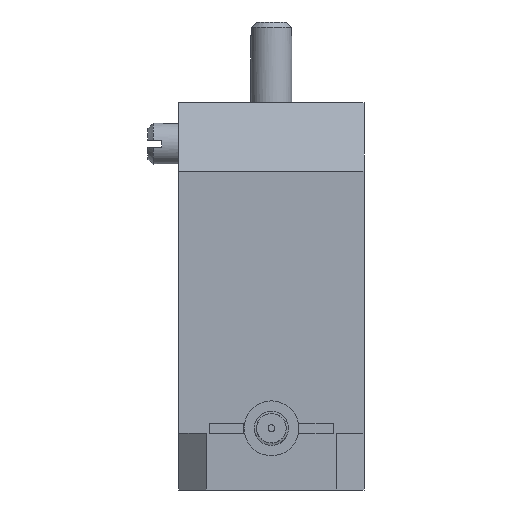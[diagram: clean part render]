
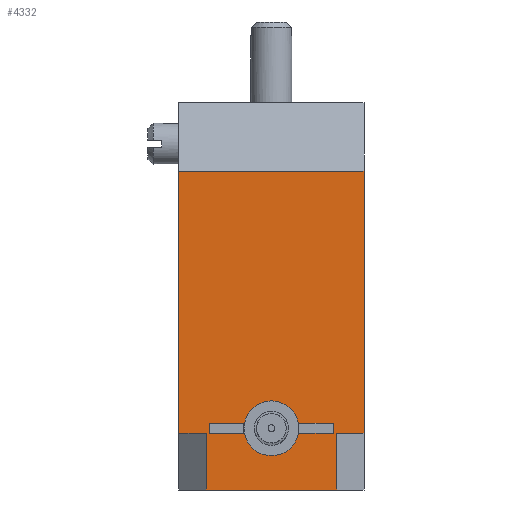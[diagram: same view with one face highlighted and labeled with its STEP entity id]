
A CAD part, left-side view. The second image highlights one B-rep face of the part: STEP entity #4332.
In plain terms, the highlighted planar face has unit normal (-1, 0, 0).
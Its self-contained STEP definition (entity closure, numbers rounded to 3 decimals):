
#4332=ADVANCED_FACE('',(#12332,#12334,#12336,#12338),#12340,.F.);
#12332=FACE_BOUND('',#12333,.T.);
#12333=EDGE_LOOP('',(#15932,#15933,#15934,#15935,#15936,#15937,#15938,#15939));
#12334=FACE_BOUND('',#12335,.T.);
#12335=EDGE_LOOP('',(#15940,#15941,#15942,#15943,#15944));
#12336=FACE_BOUND('',#12337,.T.);
#12337=EDGE_LOOP('',(#15945,#15946,#15947,#15948));
#12338=FACE_BOUND('',#12339,.T.);
#12339=EDGE_LOOP('',(#15949,#15950));
#12340=PLANE('',#12341);
#12341=AXIS2_PLACEMENT_3D('',#12342,#12343,#12344);
#12342=CARTESIAN_POINT('',(-10.8,2.,6.55));
#12343=DIRECTION('',(1.,0.,0.));
#12344=DIRECTION('',(0.,0.,-1.));
#15932=ORIENTED_EDGE('',*,*,#17937,.F.);
#15933=ORIENTED_EDGE('',*,*,#17938,.T.);
#15934=ORIENTED_EDGE('',*,*,#17939,.T.);
#15935=ORIENTED_EDGE('',*,*,#17940,.T.);
#15936=ORIENTED_EDGE('',*,*,#17941,.T.);
#15937=ORIENTED_EDGE('',*,*,#17942,.T.);
#15938=ORIENTED_EDGE('',*,*,#17943,.F.);
#15939=ORIENTED_EDGE('',*,*,#17944,.T.);
#15940=ORIENTED_EDGE('',*,*,#17945,.T.);
#15941=ORIENTED_EDGE('',*,*,#17946,.T.);
#15942=ORIENTED_EDGE('',*,*,#17947,.T.);
#15943=ORIENTED_EDGE('',*,*,#17948,.T.);
#15944=ORIENTED_EDGE('',*,*,#17949,.T.);
#15945=ORIENTED_EDGE('',*,*,#17950,.T.);
#15946=ORIENTED_EDGE('',*,*,#17951,.T.);
#15947=ORIENTED_EDGE('',*,*,#17952,.T.);
#15948=ORIENTED_EDGE('',*,*,#17953,.T.);
#15949=ORIENTED_EDGE('',*,*,#16743,.T.);
#15950=ORIENTED_EDGE('',*,*,#16744,.T.);
#16743=EDGE_CURVE('',#18523,#18524,#18525,.T.);
#16744=EDGE_CURVE('',#18524,#18523,#18526,.T.);
#17937=EDGE_CURVE('',#20520,#20521,#20522,.T.);
#17938=EDGE_CURVE('',#20520,#20523,#20524,.T.);
#17939=EDGE_CURVE('',#20523,#20525,#20526,.T.);
#17940=EDGE_CURVE('',#20525,#20527,#20528,.T.);
#17941=EDGE_CURVE('',#20527,#20529,#20530,.T.);
#17942=EDGE_CURVE('',#20529,#20531,#20532,.T.);
#17943=EDGE_CURVE('',#20533,#20531,#20534,.T.);
#17944=EDGE_CURVE('',#20533,#20521,#20535,.T.);
#17945=EDGE_CURVE('',#18523,#20536,#20537,.T.);
#17946=EDGE_CURVE('',#20536,#20538,#20539,.T.);
#17947=EDGE_CURVE('',#20538,#20540,#20541,.T.);
#17948=EDGE_CURVE('',#20540,#20542,#20543,.T.);
#17949=EDGE_CURVE('',#20542,#18523,#20544,.T.);
#17950=EDGE_CURVE('',#20545,#20546,#20547,.T.);
#17951=EDGE_CURVE('',#20546,#20548,#20549,.T.);
#17952=EDGE_CURVE('',#20548,#20550,#20551,.T.);
#17953=EDGE_CURVE('',#20550,#20545,#20552,.T.);
#18523=VERTEX_POINT('',#22534);
#18524=VERTEX_POINT('',#22535);
#18525=CIRCLE('',#22536,0.8);
#18526=CIRCLE('',#22540,0.8);
#20520=VERTEX_POINT('',#37019);
#20521=VERTEX_POINT('',#37020);
#20522=LINE('',#37021,#37022);
#20523=VERTEX_POINT('',#37024);
#20524=LINE('',#37025,#37026);
#20525=VERTEX_POINT('',#37028);
#20526=LINE('',#37029,#37030);
#20527=VERTEX_POINT('',#37032);
#20528=LINE('',#37033,#37034);
#20529=VERTEX_POINT('',#37036);
#20530=LINE('',#37037,#37038);
#20531=VERTEX_POINT('',#37040);
#20532=LINE('',#37041,#37042);
#20533=VERTEX_POINT('',#37044);
#20534=LINE('',#37045,#37046);
#20535=LINE('',#37048,#37049);
#20536=VERTEX_POINT('',#37051);
#20537=LINE('',#37052,#37053);
#20538=VERTEX_POINT('',#37055);
#20539=LINE('',#37056,#37057);
#20540=VERTEX_POINT('',#37059);
#20541=LINE('',#37060,#37061);
#20542=VERTEX_POINT('',#37063);
#20543=LINE('',#37064,#37065);
#20544=LINE('',#37067,#37068);
#20545=VERTEX_POINT('',#37070);
#20546=VERTEX_POINT('',#37071);
#20547=LINE('',#37072,#37073);
#20548=VERTEX_POINT('',#37075);
#20549=LINE('',#37076,#37077);
#20550=VERTEX_POINT('',#37079);
#20551=LINE('',#37080,#37081);
#20552=LINE('',#37083,#37084);
#22534=CARTESIAN_POINT('',(-10.8,-0.8,-2.95));
#22535=CARTESIAN_POINT('',(-10.8,0.,-2.15));
#22536=AXIS2_PLACEMENT_3D('',#22537,#22538,#22539);
#22537=CARTESIAN_POINT('',(-10.8,0.,-2.95));
#22538=DIRECTION('',(1.,0.,0.));
#22539=DIRECTION('',(0.,-1.,0.));
#22540=AXIS2_PLACEMENT_3D('',#22541,#22542,#22543);
#22541=CARTESIAN_POINT('',(-10.8,0.,-2.95));
#22542=DIRECTION('',(1.,0.,0.));
#22543=DIRECTION('',(0.,0.,1.));
#37019=CARTESIAN_POINT('',(-10.8,-2.7,4.55));
#37020=CARTESIAN_POINT('',(-10.8,-2.7,-3.1));
#37021=CARTESIAN_POINT('',(-10.8,-2.7,4.55));
#37022=VECTOR('',#37023,1.);
#37023=DIRECTION('',(0.,0.,-1.));
#37024=CARTESIAN_POINT('',(-10.8,2.7,4.55));
#37025=CARTESIAN_POINT('',(-10.8,-2.7,4.55));
#37026=VECTOR('',#37027,1.);
#37027=DIRECTION('',(0.,1.,0.));
#37028=CARTESIAN_POINT('',(-10.8,2.7,-3.1));
#37029=CARTESIAN_POINT('',(-10.8,2.7,4.55));
#37030=VECTOR('',#37031,1.);
#37031=DIRECTION('',(0.,0.,-1.));
#37032=CARTESIAN_POINT('',(-10.8,1.9,-3.1));
#37033=CARTESIAN_POINT('',(-10.8,2.7,-3.1));
#37034=VECTOR('',#37035,1.);
#37035=DIRECTION('',(0.,-1.,0.));
#37036=CARTESIAN_POINT('',(-10.8,1.9,-4.75));
#37037=CARTESIAN_POINT('',(-10.8,1.9,-3.1));
#37038=VECTOR('',#37039,1.);
#37039=DIRECTION('',(0.,0.,-1.));
#37040=CARTESIAN_POINT('',(-10.8,-1.9,-4.75));
#37041=CARTESIAN_POINT('',(-10.8,1.9,-4.75));
#37042=VECTOR('',#37043,1.);
#37043=DIRECTION('',(0.,-1.,0.));
#37044=CARTESIAN_POINT('',(-10.8,-1.9,-3.1));
#37045=CARTESIAN_POINT('',(-10.8,-1.9,-3.1));
#37046=VECTOR('',#37047,1.);
#37047=DIRECTION('',(0.,0.,-1.));
#37048=CARTESIAN_POINT('',(-10.8,-1.9,-3.1));
#37049=VECTOR('',#37050,1.);
#37050=DIRECTION('',(0.,-1.,0.));
#37051=CARTESIAN_POINT('',(-10.8,-0.8,-2.8));
#37052=CARTESIAN_POINT('',(-10.8,-0.8,-2.95));
#37053=VECTOR('',#37054,1.);
#37054=DIRECTION('',(0.,0.,1.));
#37055=CARTESIAN_POINT('',(-10.8,-1.8,-2.8));
#37056=CARTESIAN_POINT('',(-10.8,-0.8,-2.8));
#37057=VECTOR('',#37058,1.);
#37058=DIRECTION('',(0.,-1.,0.));
#37059=CARTESIAN_POINT('',(-10.8,-1.8,-3.1));
#37060=CARTESIAN_POINT('',(-10.8,-1.8,-2.8));
#37061=VECTOR('',#37062,1.);
#37062=DIRECTION('',(0.,0.,-1.));
#37063=CARTESIAN_POINT('',(-10.8,-0.8,-3.1));
#37064=CARTESIAN_POINT('',(-10.8,-1.8,-3.1));
#37065=VECTOR('',#37066,1.);
#37066=DIRECTION('',(0.,1.,0.));
#37067=CARTESIAN_POINT('',(-10.8,-0.8,-3.1));
#37068=VECTOR('',#37069,1.);
#37069=DIRECTION('',(0.,0.,1.));
#37070=CARTESIAN_POINT('',(-10.8,0.8,-2.8));
#37071=CARTESIAN_POINT('',(-10.8,0.8,-3.1));
#37072=CARTESIAN_POINT('',(-10.8,0.8,-2.8));
#37073=VECTOR('',#37074,1.);
#37074=DIRECTION('',(0.,0.,-1.));
#37075=CARTESIAN_POINT('',(-10.8,1.8,-3.1));
#37076=CARTESIAN_POINT('',(-10.8,0.8,-3.1));
#37077=VECTOR('',#37078,1.);
#37078=DIRECTION('',(0.,1.,0.));
#37079=CARTESIAN_POINT('',(-10.8,1.8,-2.8));
#37080=CARTESIAN_POINT('',(-10.8,1.8,-3.1));
#37081=VECTOR('',#37082,1.);
#37082=DIRECTION('',(0.,0.,1.));
#37083=CARTESIAN_POINT('',(-10.8,1.8,-2.8));
#37084=VECTOR('',#37085,1.);
#37085=DIRECTION('',(0.,-1.,0.));
